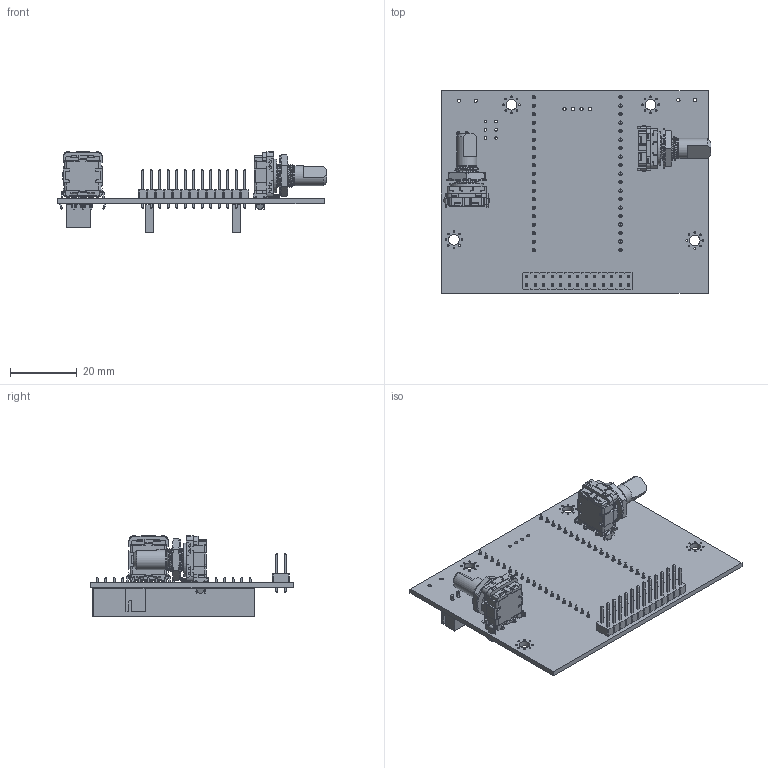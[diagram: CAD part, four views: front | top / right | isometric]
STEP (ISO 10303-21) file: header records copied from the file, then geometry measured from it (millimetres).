
FILE_DESCRIPTION(('KiCad electronic assembly'),'2;1');
FILE_NAME('Controller.step','2025-07-17T21:58:12',('Pcbnew'),('Kicad'), 'Open CASCADE STEP processor 7.8','KiCad to STEP converter','Unknown' );
FILE_SCHEMA(('AUTOMOTIVE_DESIGN { 1 0 10303 214 1 1 1 1 }'));
Length unit declared in the file: millimetre
Products named in the file (11): Controller 1; EC11B-SW-Horiz-15F-black; EC11B-Base; COMPOUND; EC11B-Shaft-F; EC11B-HousingSW-horiz; PinHeader_2x13_P2.54mm_Vertical; PinSocket_1x19_P2.54mm_Vertical; JST_XH_B2B-XH-A_1x02_P2.50mm_Vertical; Controller_PCB
Assembly tree (12 placements, depth 4):
  Controller 1
    EC11B-SW-Horiz-15F-black  x2
      EC11B-Base
        COMPOUND
        COMPOUND
      EC11B-Shaft-F
      EC11B-HousingSW-horiz
    PinHeader_2x13_P2.54mm_Vertical
    PinSocket_1x19_P2.54mm_Vertical  x2
    JST_XH_B2B-XH-A_1x02_P2.50mm_Vertical
    Controller_PCB
Bounding box: 80.6 x 60.6 x 24.18 mm (x, y, z)
Volume: 12688.3 mm3; surface area: 19951.4 mm2
Topology: 27 solids, 27 shells, 3035 faces, 7877 edges, 5010 vertices
Faces by surface type: plane 2507, cylinder 430, sphere 36, cone 34, bspline 20, torus 8
Full cylindrical faces by diameter (mm): 0.5 x32, 0.8 x6, 1 x84, 2.2 x4, 3.2 x4, 5 x4, 6 x2, 7.2 x2, 10 x2, 12 x2
Entity records: 80737 total; most frequent: CARTESIAN_POINT 18786, ORIENTED_EDGE 9758, DIRECTION 9215, EDGE_CURVE 4879, LINE 4191, VECTOR 4191, VERTEX_POINT 3105, AXIS2_PLACEMENT_3D 2512
